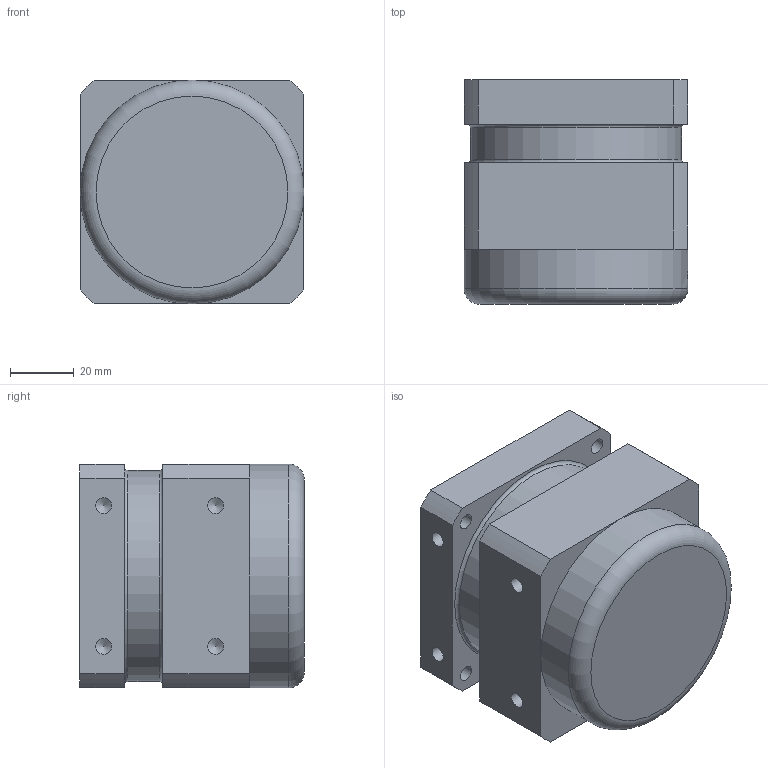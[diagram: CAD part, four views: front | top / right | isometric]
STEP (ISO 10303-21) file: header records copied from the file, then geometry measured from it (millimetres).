
FILE_DESCRIPTION(/* description */ (''),/* implementation_level */ '2;1');
FILE_NAME(/* name */ 'TPGC070378 B.stp',/* time_stamp */ '2016-01-06T11:30:22+01:00',/* author */ ('pb'),/* organization */ (''),/* preprocessor_version */ 'ST-DEVELOPER v15.6',/* originating_system */ 'Autodesk Inventor 2015',/* authorisation */ '');
FILE_SCHEMA (('AUTOMOTIVE_DESIGN { 1 0 10303 214 3 1 1 }'));
Length unit declared in the file: millimetre
Products named in the file (1): Part12
Bounding box: 70 x 70.2 x 70 mm (x, y, z)
Volume: 301552.9 mm3; surface area: 31697.3 mm2
Topology: 1 solids, 1 shells, 49 faces, 115 edges, 72 vertices
Faces by surface type: cylinder 22, plane 19, cone 5, torus 3
Full cylindrical faces by diameter (mm): 4.917 x8, 6.2 x1, 8.376 x1, 8.566 x2, 66 x1, 70 x1
Entity records: 1380 total; most frequent: CARTESIAN_POINT 239, DIRECTION 234, ORIENTED_EDGE 174, AXIS2_PLACEMENT_3D 99, EDGE_CURVE 87, EDGE_LOOP 84, VERTEX_POINT 67, STYLED_ITEM 50
